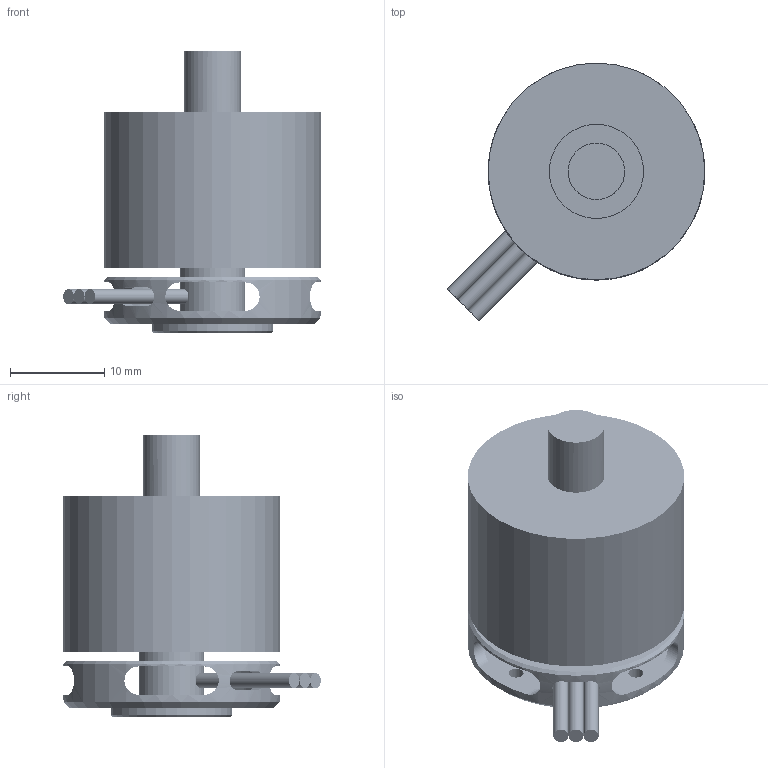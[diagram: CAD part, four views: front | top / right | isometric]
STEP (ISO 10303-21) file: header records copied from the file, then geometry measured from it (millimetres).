
FILE_DESCRIPTION(('FreeCAD Model'),'2;1');
FILE_NAME('Open CASCADE Shape Model','2025-05-02T19:42:15',('FreeCAD'),( 'FreeCAD'),'Open CASCADE STEP processor 7.6','FreeCAD','Unknown');
FILE_SCHEMA(('AUTOMOTIVE_DESIGN { 1 0 10303 214 1 1 1 1 }'));
Products named in the file (1): Open CASCADE STEP translator 7.6 1
Bounding box: 27.34 x 27.34 x 30 mm (x, y, z)
Volume: 7090.7 mm3; surface area: 12781.1 mm2
Topology: 45 solids, 45 shells, 2692 faces, 7536 edges, 4821 vertices
Faces by surface type: plane 1017, cylinder 998, torus 560, bspline 112, cone 5
Full cylindrical faces by diameter (mm): 0.4 x516, 1.6 x7, 6 x4, 7 x1, 10 x3, 12.9 x1, 20.4 x2, 23 x2
Entity records: 97736 total; most frequent: CARTESIAN_POINT 26735, DIRECTION 15759, ORIENTED_EDGE 14848, EDGE_CURVE 7424, AXIS2_PLACEMENT_3D 5998, VERTEX_POINT 4821, LINE 3763, VECTOR 3763
